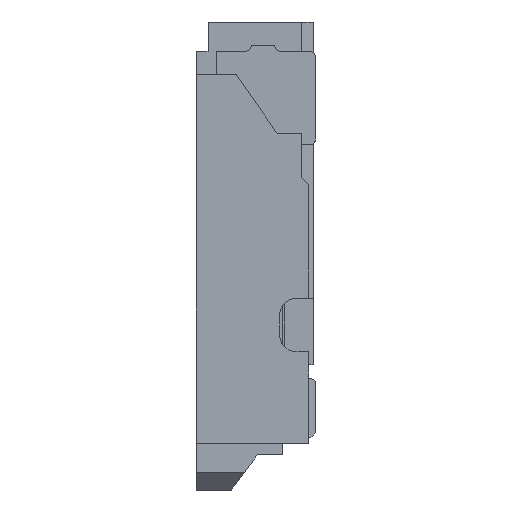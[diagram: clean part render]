
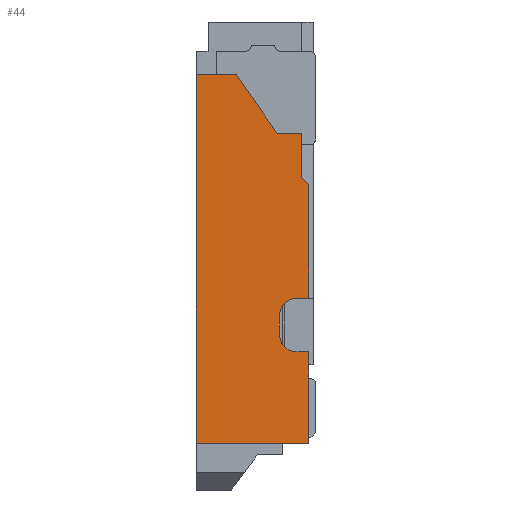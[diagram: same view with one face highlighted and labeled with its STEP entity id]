
A CAD part, left-side view. The second image highlights one B-rep face of the part: STEP entity #44.
In plain terms, the highlighted planar face has unit normal (-1, 0, 0).
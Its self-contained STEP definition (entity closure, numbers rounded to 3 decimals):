
#44 = ADVANCED_FACE ( 'NONE', ( #3357 ), #2543, .F. ) ;
#99 = VECTOR ( 'NONE', #2094, 1000. ) ;
#189 = DIRECTION ( 'NONE',  ( 0., -1., 0. ) ) ;
#210 = CARTESIAN_POINT ( 'NONE',  ( -1.85, 0.16, -1.02 ) ) ;
#287 = CARTESIAN_POINT ( 'NONE',  ( -1.85, 0.06, -1.8 ) ) ;
#550 = EDGE_CURVE ( 'NONE', #9811, #2976, #4397, .T. ) ;
#571 = DIRECTION ( 'NONE',  ( 0., 0.707, 0.707 ) ) ;
#699 = ORIENTED_EDGE ( 'NONE', *, *, #1359, .T. ) ;
#840 = CARTESIAN_POINT ( 'NONE',  ( -1.85, 0.16, -0.56 ) ) ;
#864 = VERTEX_POINT ( 'NONE', #6119 ) ;
#917 = CARTESIAN_POINT ( 'NONE',  ( -1.85, 0.12, 0.85 ) ) ;
#963 = VERTEX_POINT ( 'NONE', #8151 ) ;
#1124 = DIRECTION ( 'NONE',  ( 0., 0., 1. ) ) ;
#1179 = CARTESIAN_POINT ( 'NONE',  ( -1.85, 1.02, -1.8 ) ) ;
#1265 = DIRECTION ( 'NONE',  ( 1., 0., 0. ) ) ;
#1358 = CIRCLE ( 'NONE', #7508, 0.15 ) ;
#1359 = EDGE_CURVE ( 'NONE', #2976, #5045, #7886, .T. ) ;
#1375 = DIRECTION ( 'NONE',  ( 0., 0., 1. ) ) ;
#1432 = EDGE_CURVE ( 'NONE', #864, #9494, #9735, .T. ) ;
#1484 = CARTESIAN_POINT ( 'NONE',  ( -1.85, 0.16, -0.87 ) ) ;
#1654 = EDGE_CURVE ( 'NONE', #9725, #10832, #8674, .T. ) ;
#1750 = VECTOR ( 'NONE', #1375, 1000. ) ;
#1912 = ORIENTED_EDGE ( 'NONE', *, *, #6529, .T. ) ;
#1959 = VECTOR ( 'NONE', #7847, 1000. ) ;
#1981 = DIRECTION ( 'NONE',  ( 0., 0., 1. ) ) ;
#2038 = EDGE_CURVE ( 'NONE', #5563, #5187, #4376, .T. ) ;
#2044 = CARTESIAN_POINT ( 'NONE',  ( -1.85, 0.06, -0.56 ) ) ;
#2094 = DIRECTION ( 'NONE',  ( 0., -1., 0. ) ) ;
#2334 = ORIENTED_EDGE ( 'NONE', *, *, #3406, .T. ) ;
#2418 = DIRECTION ( 'NONE',  ( 0., 0., 1. ) ) ;
#2473 = EDGE_CURVE ( 'NONE', #8057, #9725, #7087, .T. ) ;
#2482 = ORIENTED_EDGE ( 'NONE', *, *, #5358, .T. ) ;
#2491 = VECTOR ( 'NONE', #2745, 1000. ) ;
#2543 = PLANE ( 'NONE',  #9660 ) ;
#2570 = EDGE_CURVE ( 'NONE', #10832, #9811, #1358, .T. ) ;
#2745 = DIRECTION ( 'NONE',  ( 0., 0., 1. ) ) ;
#2976 = VERTEX_POINT ( 'NONE', #6585 ) ;
#3130 = VECTOR ( 'NONE', #9464, 1000. ) ;
#3183 = ORIENTED_EDGE ( 'NONE', *, *, #1432, .T. ) ;
#3305 = EDGE_CURVE ( 'NONE', #963, #5669, #4545, .T. ) ;
#3357 = FACE_OUTER_BOUND ( 'NONE', #6387, .T. ) ;
#3406 = EDGE_CURVE ( 'NONE', #5440, #864, #10586, .T. ) ;
#3579 = CARTESIAN_POINT ( 'NONE',  ( -1.85, 1.02, 1.35 ) ) ;
#3951 = LINE ( 'NONE', #5758, #7647 ) ;
#4013 = DIRECTION ( 'NONE',  ( 0., 0., 1. ) ) ;
#4176 = VECTOR ( 'NONE', #1981, 1000. ) ;
#4290 = VECTOR ( 'NONE', #1124, 1000. ) ;
#4376 = LINE ( 'NONE', #8712, #10744 ) ;
#4397 = LINE ( 'NONE', #7738, #2491 ) ;
#4545 = LINE ( 'NONE', #10270, #6547 ) ;
#4581 = ORIENTED_EDGE ( 'NONE', *, *, #2570, .T. ) ;
#4846 = CARTESIAN_POINT ( 'NONE',  ( -1.85, 0.12, 0.85 ) ) ;
#5045 = VERTEX_POINT ( 'NONE', #840 ) ;
#5139 = CARTESIAN_POINT ( 'NONE',  ( -1.85, 0.06, 0.41 ) ) ;
#5156 = ORIENTED_EDGE ( 'NONE', *, *, #550, .T. ) ;
#5187 = VERTEX_POINT ( 'NONE', #5281 ) ;
#5193 = VECTOR ( 'NONE', #189, 1000. ) ;
#5281 = CARTESIAN_POINT ( 'NONE',  ( -1.85, 0.68, 1.35 ) ) ;
#5344 = ORIENTED_EDGE ( 'NONE', *, *, #7592, .T. ) ;
#5358 = EDGE_CURVE ( 'NONE', #5045, #7099, #8028, .T. ) ;
#5440 = VERTEX_POINT ( 'NONE', #6652 ) ;
#5451 = ORIENTED_EDGE ( 'NONE', *, *, #2038, .T. ) ;
#5501 = CARTESIAN_POINT ( 'NONE',  ( -1.85, 0.16, -0.71 ) ) ;
#5561 = ORIENTED_EDGE ( 'NONE', *, *, #1654, .T. ) ;
#5563 = VERTEX_POINT ( 'NONE', #10711 ) ;
#5582 = CARTESIAN_POINT ( 'NONE',  ( -1.85, 0.16, -1.02 ) ) ;
#5669 = VERTEX_POINT ( 'NONE', #3579 ) ;
#5758 = CARTESIAN_POINT ( 'NONE',  ( -1.85, 0.33, 0.85 ) ) ;
#6017 = LINE ( 'NONE', #1179, #5193 ) ;
#6109 = CARTESIAN_POINT ( 'NONE',  ( -1.85, 1.02, 1.35 ) ) ;
#6119 = CARTESIAN_POINT ( 'NONE',  ( -1.85, 0.12, 0.47 ) ) ;
#6322 = CARTESIAN_POINT ( 'NONE',  ( -1.85, 0.06, -1.02 ) ) ;
#6387 = EDGE_LOOP ( 'NONE', ( #7164, #5561, #4581, #5156, #699, #2482, #1912, #2334, #3183, #5344, #5451, #8905, #9082, #7641 ) ) ;
#6514 = CARTESIAN_POINT ( 'NONE',  ( -1.85, 0.12, 0.47 ) ) ;
#6529 = EDGE_CURVE ( 'NONE', #7099, #5440, #6788, .T. ) ;
#6547 = VECTOR ( 'NONE', #7887, 1000. ) ;
#6585 = CARTESIAN_POINT ( 'NONE',  ( -1.85, 0.31, -0.71 ) ) ;
#6652 = CARTESIAN_POINT ( 'NONE',  ( -1.85, 0.06, 0.41 ) ) ;
#6663 = DIRECTION ( 'NONE',  ( 1., 0., 0. ) ) ;
#6720 = CARTESIAN_POINT ( 'NONE',  ( -1.85, 0.06, -1.02 ) ) ;
#6788 = LINE ( 'NONE', #5139, #4290 ) ;
#6935 = LINE ( 'NONE', #6109, #3130 ) ;
#7087 = LINE ( 'NONE', #6322, #4176 ) ;
#7099 = VERTEX_POINT ( 'NONE', #2044 ) ;
#7164 = ORIENTED_EDGE ( 'NONE', *, *, #2473, .T. ) ;
#7187 = AXIS2_PLACEMENT_3D ( 'NONE', #5501, #1265, #4013 ) ;
#7508 = AXIS2_PLACEMENT_3D ( 'NONE', #1484, #10006, #2418 ) ;
#7592 = EDGE_CURVE ( 'NONE', #9494, #5563, #3951, .T. ) ;
#7641 = ORIENTED_EDGE ( 'NONE', *, *, #7673, .T. ) ;
#7647 = VECTOR ( 'NONE', #10609, 1000. ) ;
#7673 = EDGE_CURVE ( 'NONE', #963, #8057, #6017, .T. ) ;
#7722 = DIRECTION ( 'NONE',  ( 0., 0.574, 0.819 ) ) ;
#7738 = CARTESIAN_POINT ( 'NONE',  ( -1.85, 0.31, -0.71 ) ) ;
#7847 = DIRECTION ( 'NONE',  ( 0., 1., 0. ) ) ;
#7886 = CIRCLE ( 'NONE', #7187, 0.15 ) ;
#7887 = DIRECTION ( 'NONE',  ( 0., 0., 1. ) ) ;
#8028 = LINE ( 'NONE', #8855, #99 ) ;
#8057 = VERTEX_POINT ( 'NONE', #287 ) ;
#8151 = CARTESIAN_POINT ( 'NONE',  ( -1.85, 1.02, -1.8 ) ) ;
#8310 = CARTESIAN_POINT ( 'NONE',  ( -1.85, 1.02, 1.35 ) ) ;
#8674 = LINE ( 'NONE', #210, #1959 ) ;
#8712 = CARTESIAN_POINT ( 'NONE',  ( -1.85, 0.68, 1.35 ) ) ;
#8855 = CARTESIAN_POINT ( 'NONE',  ( -1.85, 0.06, -0.56 ) ) ;
#8905 = ORIENTED_EDGE ( 'NONE', *, *, #9928, .F. ) ;
#9082 = ORIENTED_EDGE ( 'NONE', *, *, #3305, .F. ) ;
#9464 = DIRECTION ( 'NONE',  ( 0., -1., 0. ) ) ;
#9494 = VERTEX_POINT ( 'NONE', #917 ) ;
#9660 = AXIS2_PLACEMENT_3D ( 'NONE', #8310, #6663, #9967 ) ;
#9707 = VECTOR ( 'NONE', #571, 1000. ) ;
#9725 = VERTEX_POINT ( 'NONE', #6720 ) ;
#9735 = LINE ( 'NONE', #4846, #1750 ) ;
#9811 = VERTEX_POINT ( 'NONE', #10246 ) ;
#9928 = EDGE_CURVE ( 'NONE', #5669, #5187, #6935, .T. ) ;
#9967 = DIRECTION ( 'NONE',  ( 0., 0., -1. ) ) ;
#10006 = DIRECTION ( 'NONE',  ( 1., 0., 0. ) ) ;
#10246 = CARTESIAN_POINT ( 'NONE',  ( -1.85, 0.31, -0.87 ) ) ;
#10270 = CARTESIAN_POINT ( 'NONE',  ( -1.85, 1.02, 1.35 ) ) ;
#10586 = LINE ( 'NONE', #6514, #9707 ) ;
#10609 = DIRECTION ( 'NONE',  ( 0., 1., 0. ) ) ;
#10711 = CARTESIAN_POINT ( 'NONE',  ( -1.85, 0.33, 0.85 ) ) ;
#10744 = VECTOR ( 'NONE', #7722, 1000. ) ;
#10832 = VERTEX_POINT ( 'NONE', #5582 ) ;
